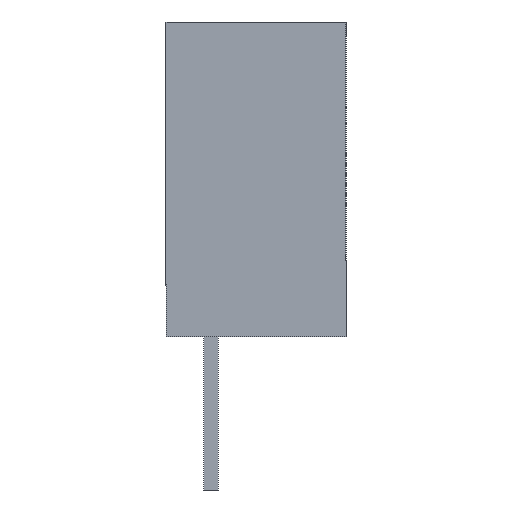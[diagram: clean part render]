
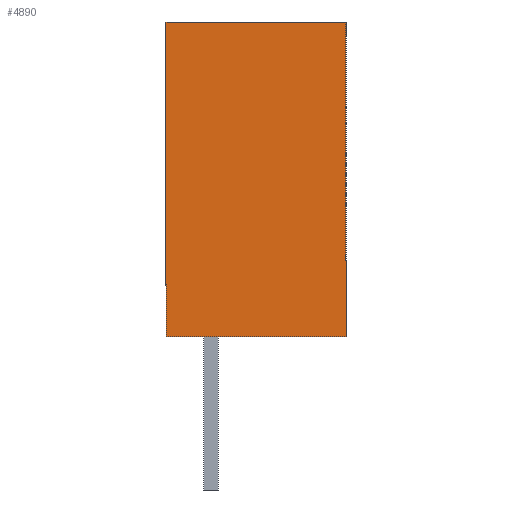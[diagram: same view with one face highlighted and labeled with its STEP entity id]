
A CAD part, left-side view. The second image highlights one B-rep face of the part: STEP entity #4890.
In plain terms, the highlighted planar face has unit normal (-1, 0, 0).
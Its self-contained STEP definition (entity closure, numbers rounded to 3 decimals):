
#862 = VERTEX_POINT('',#863);
#863 = CARTESIAN_POINT('',(-26.924,8.89,2.54));
#869 = EDGE_CURVE('',#862,#870,#872,.T.);
#870 = VERTEX_POINT('',#871);
#871 = CARTESIAN_POINT('',(-26.924,0.,2.54));
#872 = LINE('',#873,#874);
#873 = CARTESIAN_POINT('',(-26.924,8.89,2.54));
#874 = VECTOR('',#875,1.);
#875 = DIRECTION('',(0.,-1.,0.));
#910 = VERTEX_POINT('',#911);
#911 = CARTESIAN_POINT('',(-26.924,0.,-2.54));
#917 = EDGE_CURVE('',#918,#910,#920,.T.);
#918 = VERTEX_POINT('',#919);
#919 = CARTESIAN_POINT('',(-26.924,8.89,-2.54));
#920 = LINE('',#921,#922);
#921 = CARTESIAN_POINT('',(-26.924,8.89,-2.54));
#922 = VECTOR('',#923,1.);
#923 = DIRECTION('',(0.,-1.,0.));
#1034 = EDGE_CURVE('',#910,#870,#1035,.T.);
#1035 = LINE('',#1036,#1037);
#1036 = CARTESIAN_POINT('',(-26.924,0.,-2.54));
#1037 = VECTOR('',#1038,1.);
#1038 = DIRECTION('',(0.,0.,1.));
#4142 = EDGE_CURVE('',#918,#862,#4143,.T.);
#4143 = LINE('',#4144,#4145);
#4144 = CARTESIAN_POINT('',(-26.924,8.89,-2.54));
#4145 = VECTOR('',#4146,1.);
#4146 = DIRECTION('',(0.,0.,1.));
#4890 = ADVANCED_FACE('',(#4891),#4897,.F.);
#4891 = FACE_BOUND('',#4892,.T.);
#4892 = EDGE_LOOP('',(#4893,#4894,#4895,#4896));
#4893 = ORIENTED_EDGE('',*,*,#1034,.T.);
#4894 = ORIENTED_EDGE('',*,*,#869,.F.);
#4895 = ORIENTED_EDGE('',*,*,#4142,.F.);
#4896 = ORIENTED_EDGE('',*,*,#917,.T.);
#4897 = PLANE('',#4898);
#4898 = AXIS2_PLACEMENT_3D('',#4899,#4900,#4901);
#4899 = CARTESIAN_POINT('',(-26.924,8.89,-2.54));
#4900 = DIRECTION('',(1.,0.,0.));
#4901 = DIRECTION('',(0.,0.,-1.));
